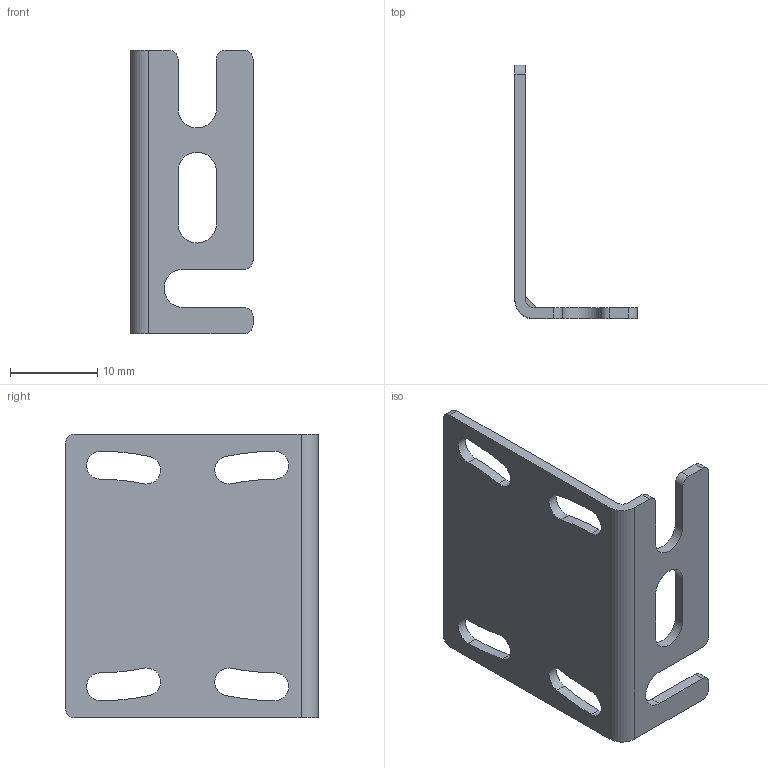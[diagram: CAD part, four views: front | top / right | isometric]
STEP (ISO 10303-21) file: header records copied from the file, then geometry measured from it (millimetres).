
FILE_DESCRIPTION((''),'2;1');
FILE_NAME('SG-ML100-BRACKET-543454','2012-11-29T',('sereneee'),(''),'PRO/ENGINEER BY PARAMETRIC TECHNOLOGY CORPORATION, 2006140','PRO/ENGINEER BY PARAMETRIC TECHNOLOGY CORPORATION, 2006140','');
FILE_SCHEMA(('CONFIG_CONTROL_DESIGN'));
Length unit declared in the file: millimetre
Products named in the file (1): SG-ML100-BRACKET-543454
Bounding box: 14 x 29 x 32.5 mm (x, y, z)
Volume: 1342.4 mm3; surface area: 2573.3 mm2
Topology: 1 solids, 1 shells, 50 faces, 144 edges, 96 vertices
Faces by surface type: cylinder 31, plane 19
Entity records: 1728 total; most frequent: DIRECTION 306, CARTESIAN_POINT 290, ORIENTED_EDGE 288, EDGE_CURVE 144, AXIS2_PLACEMENT_3D 112, VERTEX_POINT 96, VECTOR 82, LINE 82
